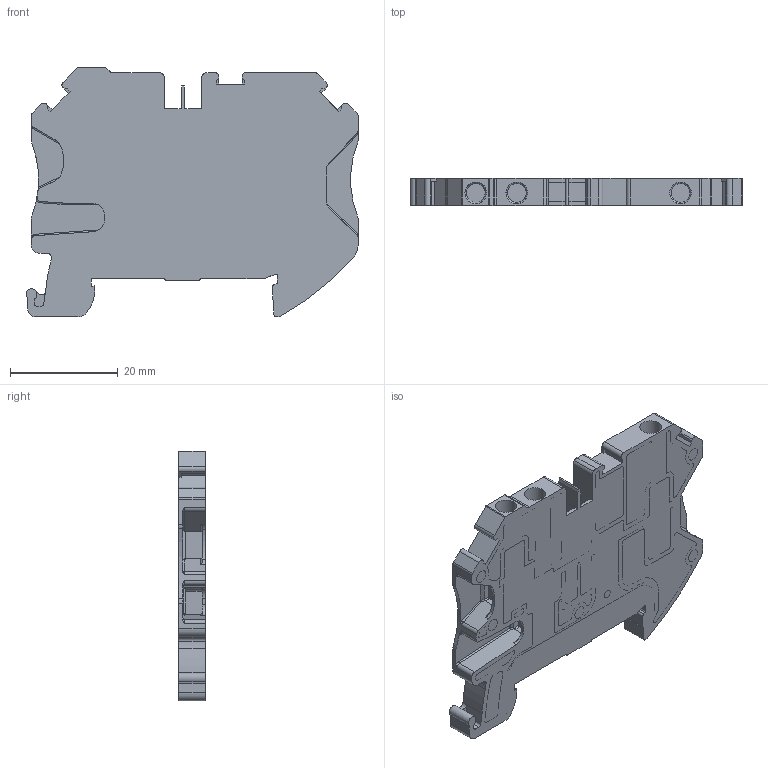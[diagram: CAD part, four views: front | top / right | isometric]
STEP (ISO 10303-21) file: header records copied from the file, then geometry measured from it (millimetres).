
FILE_DESCRIPTION(/* description */ ('Unknown'),/* implementation_level */ '2;1');
FILE_NAME(/* name */ 'TGQ2.5-1X2_SOLID',/* time_stamp */ '2022-11-29T16:07:21+06:00',/* author */ ('Unknown'),/* organization */ ('Unknown'),/* preprocessor_version */ 'ST-DEVELOPER v16.7',/* originating_system */ 'Solid Edge',/* authorisation */ 'Unknown');
FILE_SCHEMA (('AUTOMOTIVE_DESIGN {1 0 10303 214 3 1 1}'));
Length unit declared in the file: millimetre
Products named in the file (1): TGQ2.5-1X2_SOLID
Bounding box: 61.49 x 5 x 46.25 mm (x, y, z)
Volume: 6334 mm3; surface area: 14027.9 mm2
Topology: 1 solids, 29 shells, 1071 faces, 3000 edges, 1975 vertices
Faces by surface type: plane 629, cylinder 284, cone 123, bspline 16, torus 15, sphere 4
Full cylindrical faces by diameter (mm): 2 x6, 2.2 x1, 2.25 x3, 2.35 x3, 2.4 x5, 2.459 x3, 3 x3, 3.75 x3, 4 x6
Entity records: 42065 total; most frequent: CARTESIAN_POINT 6749, ORIENTED_EDGE 5842, DIRECTION 5753, EDGE_CURVE 2921, LINE 2021, VECTOR 2021, VERTEX_POINT 1953, AXIS2_PLACEMENT_3D 1866
